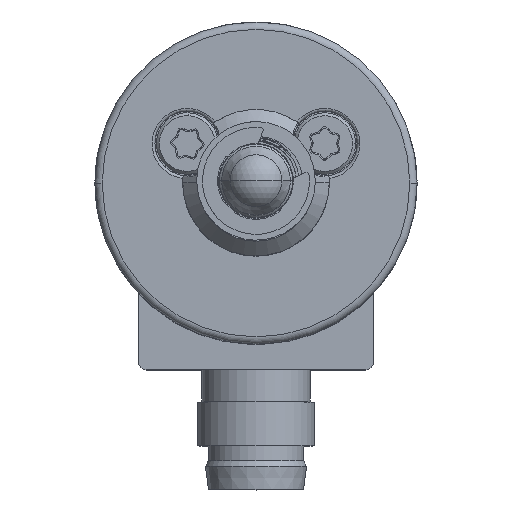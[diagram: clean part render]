
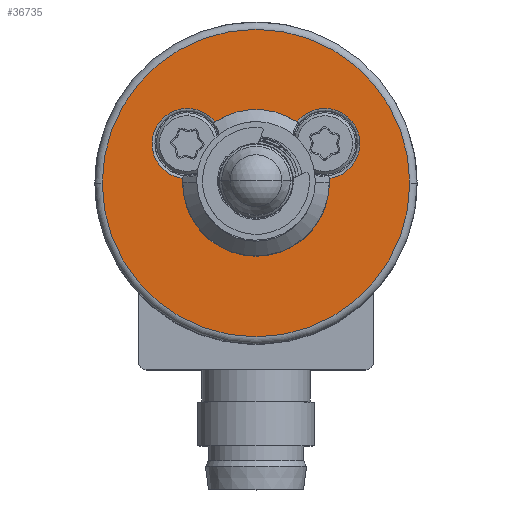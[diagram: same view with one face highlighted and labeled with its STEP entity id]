
A CAD part, top view. The second image highlights one B-rep face of the part: STEP entity #36735.
In plain terms, the highlighted planar face has unit normal (0, 0, 1).
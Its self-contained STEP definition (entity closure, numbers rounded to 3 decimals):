
#377 = ORIENTED_EDGE ( 'NONE', *, *, #22363, .T. ) ;
#1564 = DIRECTION ( 'NONE',  ( 0., 1., 0. ) ) ;
#1908 = CARTESIAN_POINT ( 'NONE',  ( 0., 0., 136.6 ) ) ;
#2355 = ORIENTED_EDGE ( 'NONE', *, *, #18976, .T. ) ;
#2901 = AXIS2_PLACEMENT_3D ( 'NONE', #8199, #31384, #11517 ) ;
#3796 = VERTEX_POINT ( 'NONE', #24348 ) ;
#4536 = DIRECTION ( 'NONE',  ( 0., 0., -1. ) ) ;
#4665 = CIRCLE ( 'NONE', #8273, 10.5 ) ;
#5014 = VERTEX_POINT ( 'NONE', #16399 ) ;
#5267 = DIRECTION ( 'NONE',  ( 0., 1., 0. ) ) ;
#6310 = CARTESIAN_POINT ( 'NONE',  ( 0., 0., 136.6 ) ) ;
#6893 = ORIENTED_EDGE ( 'NONE', *, *, #30706, .T. ) ;
#7010 = PLANE ( 'NONE',  #39033 ) ;
#8199 = CARTESIAN_POINT ( 'NONE',  ( 0., 0., 136.6 ) ) ;
#8273 = AXIS2_PLACEMENT_3D ( 'NONE', #6310, #29520, #9656 ) ;
#9380 = CIRCLE ( 'NONE', #14361, 4.8 ) ;
#9656 = DIRECTION ( 'NONE',  ( 1., 0., 0. ) ) ;
#10636 = CARTESIAN_POINT ( 'NONE',  ( -10.5, 0., 136.6 ) ) ;
#10665 = FACE_OUTER_BOUND ( 'NONE', #17922, .T. ) ;
#10671 = CIRCLE ( 'NONE', #2901, 4.8 ) ;
#11517 = DIRECTION ( 'NONE',  ( 0., 1., 0. ) ) ;
#12703 = VERTEX_POINT ( 'NONE', #35397 ) ;
#13718 = DIRECTION ( 'NONE',  ( 0., 0., -1. ) ) ;
#13821 = CARTESIAN_POINT ( 'NONE',  ( 0., 0., 136.6 ) ) ;
#14187 = CARTESIAN_POINT ( 'NONE',  ( 4.791, 0.302, 136.6 ) ) ;
#14361 = AXIS2_PLACEMENT_3D ( 'NONE', #41298, #21427, #1564 ) ;
#15361 = CARTESIAN_POINT ( 'NONE',  ( 0., 0., 136.6 ) ) ;
#16249 = EDGE_CURVE ( 'NONE', #26004, #12703, #21325, .T. ) ;
#16399 = CARTESIAN_POINT ( 'NONE',  ( 7.1, 2.7, 136.6 ) ) ;
#16568 = AXIS2_PLACEMENT_3D ( 'NONE', #15361, #38546, #18688 ) ;
#16832 = CIRCLE ( 'NONE', #41911, 4.8 ) ;
#17193 = DIRECTION ( 'NONE',  ( 1., 0., 0. ) ) ;
#17618 = EDGE_CURVE ( 'NONE', #12703, #26004, #4665, .T. ) ;
#17922 = EDGE_LOOP ( 'NONE', ( #40771, #37803 ) ) ;
#18467 = FACE_BOUND ( 'NONE', #42010, .T. ) ;
#18688 = DIRECTION ( 'NONE',  ( 1., 0., 0. ) ) ;
#18976 = EDGE_CURVE ( 'NONE', #34165, #31675, #16832, .T. ) ;
#19476 = CARTESIAN_POINT ( 'NONE',  ( 4.7, 2.7, 136.6 ) ) ;
#20059 = CIRCLE ( 'NONE', #30336, 2.4 ) ;
#20065 = AXIS2_PLACEMENT_3D ( 'NONE', #24394, #4536, #27745 ) ;
#20125 = VERTEX_POINT ( 'NONE', #29413 ) ;
#21325 = CIRCLE ( 'NONE', #16568, 10.5 ) ;
#21427 = DIRECTION ( 'NONE',  ( 0., 0., -1. ) ) ;
#21571 = CIRCLE ( 'NONE', #39515, 2.4 ) ;
#22363 = EDGE_CURVE ( 'NONE', #31675, #20125, #20059, .T. ) ;
#22785 = DIRECTION ( 'NONE',  ( 1., 0., 0. ) ) ;
#24348 = CARTESIAN_POINT ( 'NONE',  ( 0., 4.8, 136.6 ) ) ;
#24394 = CARTESIAN_POINT ( 'NONE',  ( 4.7, 2.7, 136.6 ) ) ;
#24901 = ORIENTED_EDGE ( 'NONE', *, *, #27311, .T. ) ;
#25122 = DIRECTION ( 'NONE',  ( 0., 0., -1. ) ) ;
#25293 = VERTEX_POINT ( 'NONE', #31571 ) ;
#26004 = VERTEX_POINT ( 'NONE', #10636 ) ;
#27311 = EDGE_CURVE ( 'NONE', #20125, #3796, #10671, .T. ) ;
#27745 = DIRECTION ( 'NONE',  ( 1., 0., 0. ) ) ;
#28645 = EDGE_CURVE ( 'NONE', #3796, #25293, #9380, .T. ) ;
#29413 = CARTESIAN_POINT ( 'NONE',  ( -2.674, 3.986, 136.6 ) ) ;
#29520 = DIRECTION ( 'NONE',  ( 0., 0., 1. ) ) ;
#30336 = AXIS2_PLACEMENT_3D ( 'NONE', #33596, #13718, #36909 ) ;
#30706 = EDGE_CURVE ( 'NONE', #5014, #34165, #21571, .T. ) ;
#31122 = EDGE_CURVE ( 'NONE', #25293, #5014, #38766, .T. ) ;
#31384 = DIRECTION ( 'NONE',  ( 0., 0., -1. ) ) ;
#31571 = CARTESIAN_POINT ( 'NONE',  ( 2.674, 3.986, 136.6 ) ) ;
#31675 = VERTEX_POINT ( 'NONE', #39729 ) ;
#33596 = CARTESIAN_POINT ( 'NONE',  ( -4.7, 2.7, 136.6 ) ) ;
#33621 = ORIENTED_EDGE ( 'NONE', *, *, #28645, .T. ) ;
#34165 = VERTEX_POINT ( 'NONE', #14187 ) ;
#35397 = CARTESIAN_POINT ( 'NONE',  ( 10.5, 0., 136.6 ) ) ;
#35884 = ORIENTED_EDGE ( 'NONE', *, *, #31122, .T. ) ;
#36735 = ADVANCED_FACE ( 'NONE', ( #10665, #18467 ), #7010, .T. ) ;
#36909 = DIRECTION ( 'NONE',  ( 1., 0., 0. ) ) ;
#37022 = DIRECTION ( 'NONE',  ( 0., 0., 1. ) ) ;
#37803 = ORIENTED_EDGE ( 'NONE', *, *, #16249, .T. ) ;
#38546 = DIRECTION ( 'NONE',  ( 0., 0., 1. ) ) ;
#38766 = CIRCLE ( 'NONE', #20065, 2.4 ) ;
#39033 = AXIS2_PLACEMENT_3D ( 'NONE', #13821, #37022, #17193 ) ;
#39515 = AXIS2_PLACEMENT_3D ( 'NONE', #19476, #42682, #22785 ) ;
#39729 = CARTESIAN_POINT ( 'NONE',  ( -4.791, 0.302, 136.6 ) ) ;
#40771 = ORIENTED_EDGE ( 'NONE', *, *, #17618, .T. ) ;
#41298 = CARTESIAN_POINT ( 'NONE',  ( 0., 0., 136.6 ) ) ;
#41911 = AXIS2_PLACEMENT_3D ( 'NONE', #1908, #25122, #5267 ) ;
#42010 = EDGE_LOOP ( 'NONE', ( #24901, #33621, #35884, #6893, #2355, #377 ) ) ;
#42682 = DIRECTION ( 'NONE',  ( 0., 0., -1. ) ) ;
